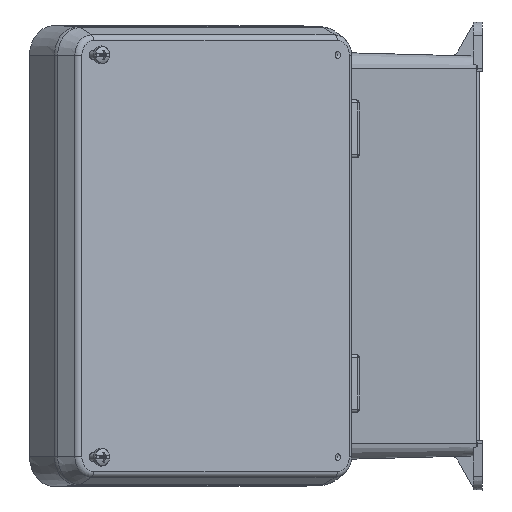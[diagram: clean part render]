
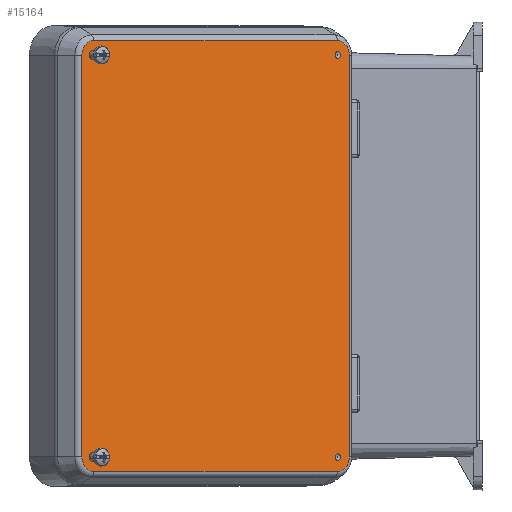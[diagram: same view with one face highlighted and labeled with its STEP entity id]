
A CAD part, left-side view. The second image highlights one B-rep face of the part: STEP entity #15164.
In plain terms, the highlighted face is planar.
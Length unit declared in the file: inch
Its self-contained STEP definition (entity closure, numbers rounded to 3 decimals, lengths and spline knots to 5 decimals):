
#696 = ORIENTED_EDGE ( 'NONE', *, *, #16467, .T. ) ;
#801 = EDGE_LOOP ( 'NONE', ( #8966 ) ) ;
#1044 = EDGE_LOOP ( 'NONE', ( #27267 ) ) ;
#1114 = DIRECTION ( 'NONE',  ( 0., 1., 0. ) ) ;
#1175 = FACE_BOUND ( 'NONE', #25773, .T. ) ;
#1673 = EDGE_CURVE ( 'NONE', #6883, #26696, #24085, .T. ) ;
#1938 = DIRECTION ( 'NONE',  ( 0., 0., 1. ) ) ;
#2045 = DIRECTION ( 'NONE',  ( 0., -1., 0. ) ) ;
#2203 = DIRECTION ( 'NONE',  ( 0., 0., 1. ) ) ;
#2282 = ORIENTED_EDGE ( 'NONE', *, *, #1673, .T. ) ;
#2448 = VECTOR ( 'NONE', #26492, 39.37008 ) ;
#2677 = CARTESIAN_POINT ( 'NONE',  ( 3.0625, 1.378, -4.0675 ) ) ;
#2836 = CARTESIAN_POINT ( 'NONE',  ( 3.075, 1.378, 4.075 ) ) ;
#2996 = ORIENTED_EDGE ( 'NONE', *, *, #13066, .T. ) ;
#3353 = VECTOR ( 'NONE', #9173, 39.37008 ) ;
#3571 = CARTESIAN_POINT ( 'NONE',  ( 3.075, 1.378, -4.075 ) ) ;
#3667 = CARTESIAN_POINT ( 'NONE',  ( -3.0625, 1.378, 4.0675 ) ) ;
#3695 = CIRCLE ( 'NONE', #22463, 0.094 ) ;
#3971 = EDGE_CURVE ( 'NONE', #20734, #20734, #3695, .T. ) ;
#3985 = AXIS2_PLACEMENT_3D ( 'NONE', #20570, #15433, #2203 ) ;
#4199 = PLANE ( 'NONE',  #8054 ) ;
#4601 = EDGE_CURVE ( 'NONE', #25879, #25879, #18820, .T. ) ;
#4788 = CARTESIAN_POINT ( 'NONE',  ( -3.35911, 1.378, -4.0675 ) ) ;
#4833 = ORIENTED_EDGE ( 'NONE', *, *, #25068, .T. ) ;
#4872 = AXIS2_PLACEMENT_3D ( 'NONE', #3667, #19089, #5917 ) ;
#4949 = DIRECTION ( 'NONE',  ( 0., 0., -1. ) ) ;
#5098 = DIRECTION ( 'NONE',  ( 0., 0., 1. ) ) ;
#5291 = EDGE_CURVE ( 'NONE', #13493, #13493, #19436, .T. ) ;
#5475 = ORIENTED_EDGE ( 'NONE', *, *, #18163, .T. ) ;
#5694 = FACE_OUTER_BOUND ( 'NONE', #17729, .T. ) ;
#5804 = DIRECTION ( 'NONE',  ( 0., 0., 1. ) ) ;
#5917 = DIRECTION ( 'NONE',  ( 0., 0., -1. ) ) ;
#6282 = ORIENTED_EDGE ( 'NONE', *, *, #7413, .T. ) ;
#6327 = DIRECTION ( 'NONE',  ( 0., 1., 0. ) ) ;
#6487 = AXIS2_PLACEMENT_3D ( 'NONE', #14338, #1114, #16538 ) ;
#6883 = VERTEX_POINT ( 'NONE', #26994 ) ;
#6936 = VERTEX_POINT ( 'NONE', #8924 ) ;
#7104 = FACE_BOUND ( 'NONE', #801, .T. ) ;
#7392 = CARTESIAN_POINT ( 'NONE',  ( -3.075, 1.378, 4.075 ) ) ;
#7413 = EDGE_CURVE ( 'NONE', #23140, #6883, #15805, .T. ) ;
#8054 = AXIS2_PLACEMENT_3D ( 'NONE', #15278, #2045, #17440 ) ;
#8351 = VERTEX_POINT ( 'NONE', #27340 ) ;
#8868 = CARTESIAN_POINT ( 'NONE',  ( -3.0625, 1.378, -4.36411 ) ) ;
#8924 = CARTESIAN_POINT ( 'NONE',  ( -3.075, 1.378, 4.141 ) ) ;
#8966 = ORIENTED_EDGE ( 'NONE', *, *, #24669, .F. ) ;
#9173 = DIRECTION ( 'NONE',  ( 1., 0., 0. ) ) ;
#9568 = DIRECTION ( 'NONE',  ( 0., 0., 1. ) ) ;
#9731 = VECTOR ( 'NONE', #26693, 39.37008 ) ;
#9771 = VERTEX_POINT ( 'NONE', #4788 ) ;
#10293 = VERTEX_POINT ( 'NONE', #8868 ) ;
#10772 = CARTESIAN_POINT ( 'NONE',  ( -3.35911, 1.378, 4.0675 ) ) ;
#11581 = FACE_BOUND ( 'NONE', #1044, .T. ) ;
#11670 = VERTEX_POINT ( 'NONE', #15555 ) ;
#12218 = CIRCLE ( 'NONE', #23330, 0.066 ) ;
#12462 = CARTESIAN_POINT ( 'NONE',  ( -3.0625, 1.378, 4.36411 ) ) ;
#13066 = EDGE_CURVE ( 'NONE', #16459, #23140, #18981, .T. ) ;
#13416 = CARTESIAN_POINT ( 'NONE',  ( -3.35911, 1.378, 4.0675 ) ) ;
#13493 = VERTEX_POINT ( 'NONE', #15926 ) ;
#13531 = CARTESIAN_POINT ( 'NONE',  ( -3.0625, 1.378, -4.36411 ) ) ;
#13532 = EDGE_LOOP ( 'NONE', ( #17121 ) ) ;
#13770 = VECTOR ( 'NONE', #1938, 39.37008 ) ;
#14338 = CARTESIAN_POINT ( 'NONE',  ( 3.0625, 1.378, 4.0675 ) ) ;
#15164 = ADVANCED_FACE ( 'NONE', ( #1175, #11581, #17353, #7104, #5694 ), #4199, .F. ) ;
#15278 = CARTESIAN_POINT ( 'NONE',  ( 3.0625, 1.378, 4.0675 ) ) ;
#15433 = DIRECTION ( 'NONE',  ( 0., 1., 0. ) ) ;
#15555 = CARTESIAN_POINT ( 'NONE',  ( 3.0625, 1.378, -4.36411 ) ) ;
#15805 = LINE ( 'NONE', #24605, #3353 ) ;
#15926 = CARTESIAN_POINT ( 'NONE',  ( 3.075, 1.378, -3.981 ) ) ;
#16459 = VERTEX_POINT ( 'NONE', #13416 ) ;
#16467 = EDGE_CURVE ( 'NONE', #11670, #10293, #27986, .T. ) ;
#16538 = DIRECTION ( 'NONE',  ( 0., 0., -1. ) ) ;
#17121 = ORIENTED_EDGE ( 'NONE', *, *, #4601, .F. ) ;
#17353 = FACE_BOUND ( 'NONE', #13532, .T. ) ;
#17440 = DIRECTION ( 'NONE',  ( 0., 0., -1. ) ) ;
#17729 = EDGE_LOOP ( 'NONE', ( #23867, #4833, #696, #5475, #20573, #2996, #6282, #2282 ) ) ;
#18020 = CARTESIAN_POINT ( 'NONE',  ( 3.075, 1.378, 4.169 ) ) ;
#18103 = DIRECTION ( 'NONE',  ( 0., 1., 0. ) ) ;
#18163 = EDGE_CURVE ( 'NONE', #10293, #9771, #28587, .T. ) ;
#18263 = DIRECTION ( 'NONE',  ( 0., 1., 0. ) ) ;
#18764 = EDGE_CURVE ( 'NONE', #9771, #16459, #19572, .T. ) ;
#18820 = CIRCLE ( 'NONE', #3985, 0.066 ) ;
#18981 = CIRCLE ( 'NONE', #4872, 0.29661 ) ;
#18983 = DIRECTION ( 'NONE',  ( 0., 1., 0. ) ) ;
#19078 = AXIS2_PLACEMENT_3D ( 'NONE', #19482, #6327, #21705 ) ;
#19089 = DIRECTION ( 'NONE',  ( 0., 1., 0. ) ) ;
#19246 = ORIENTED_EDGE ( 'NONE', *, *, #5291, .F. ) ;
#19436 = CIRCLE ( 'NONE', #22509, 0.094 ) ;
#19482 = CARTESIAN_POINT ( 'NONE',  ( -3.0625, 1.378, -4.0675 ) ) ;
#19572 = LINE ( 'NONE', #10772, #13770 ) ;
#19846 = CARTESIAN_POINT ( 'NONE',  ( 3.35911, 1.378, -4.0675 ) ) ;
#19870 = AXIS2_PLACEMENT_3D ( 'NONE', #2677, #18103, #4949 ) ;
#20052 = LINE ( 'NONE', #19846, #2448 ) ;
#20570 = CARTESIAN_POINT ( 'NONE',  ( -3.075, 1.378, -4.075 ) ) ;
#20573 = ORIENTED_EDGE ( 'NONE', *, *, #18764, .T. ) ;
#20734 = VERTEX_POINT ( 'NONE', #18020 ) ;
#21705 = DIRECTION ( 'NONE',  ( 0., 0., -1. ) ) ;
#22463 = AXIS2_PLACEMENT_3D ( 'NONE', #2836, #18263, #5098 ) ;
#22483 = CARTESIAN_POINT ( 'NONE',  ( -3.075, 1.378, -4.009 ) ) ;
#22509 = AXIS2_PLACEMENT_3D ( 'NONE', #3571, #18983, #5804 ) ;
#22777 = DIRECTION ( 'NONE',  ( 0., 1., 0. ) ) ;
#23140 = VERTEX_POINT ( 'NONE', #12462 ) ;
#23330 = AXIS2_PLACEMENT_3D ( 'NONE', #7392, #22777, #9568 ) ;
#23366 = EDGE_CURVE ( 'NONE', #26696, #8351, #20052, .T. ) ;
#23867 = ORIENTED_EDGE ( 'NONE', *, *, #23366, .T. ) ;
#24085 = CIRCLE ( 'NONE', #6487, 0.29661 ) ;
#24605 = CARTESIAN_POINT ( 'NONE',  ( 3.0625, 1.378, 4.36411 ) ) ;
#24669 = EDGE_CURVE ( 'NONE', #6936, #6936, #12218, .T. ) ;
#25068 = EDGE_CURVE ( 'NONE', #8351, #11670, #26616, .T. ) ;
#25773 = EDGE_LOOP ( 'NONE', ( #19246 ) ) ;
#25879 = VERTEX_POINT ( 'NONE', #22483 ) ;
#26492 = DIRECTION ( 'NONE',  ( 0., 0., -1. ) ) ;
#26616 = CIRCLE ( 'NONE', #19870, 0.29661 ) ;
#26693 = DIRECTION ( 'NONE',  ( -1., 0., 0. ) ) ;
#26696 = VERTEX_POINT ( 'NONE', #28213 ) ;
#26994 = CARTESIAN_POINT ( 'NONE',  ( 3.0625, 1.378, 4.36411 ) ) ;
#27267 = ORIENTED_EDGE ( 'NONE', *, *, #3971, .F. ) ;
#27340 = CARTESIAN_POINT ( 'NONE',  ( 3.35911, 1.378, -4.0675 ) ) ;
#27986 = LINE ( 'NONE', #13531, #9731 ) ;
#28213 = CARTESIAN_POINT ( 'NONE',  ( 3.35911, 1.378, 4.0675 ) ) ;
#28587 = CIRCLE ( 'NONE', #19078, 0.29661 ) ;
